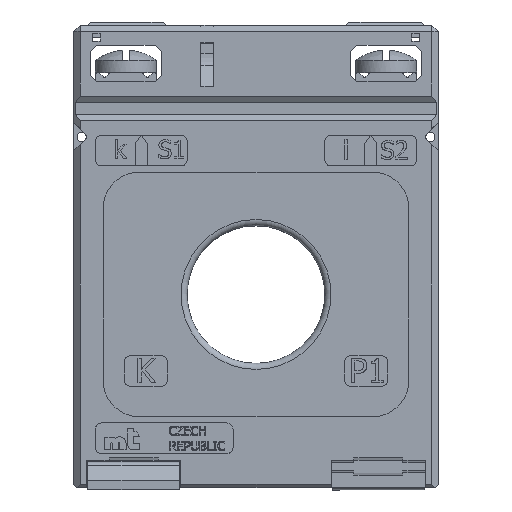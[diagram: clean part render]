
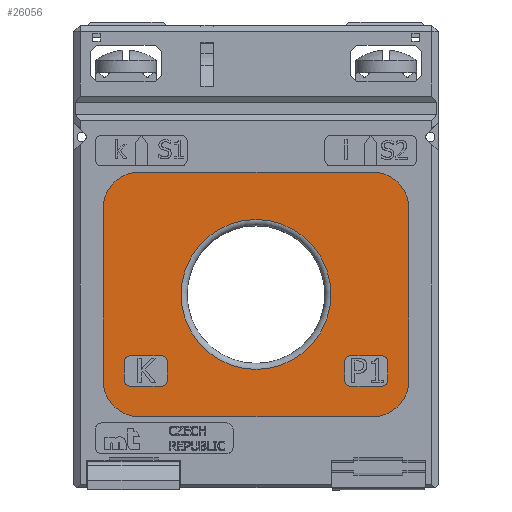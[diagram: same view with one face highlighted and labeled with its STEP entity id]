
A CAD part, top view. The second image highlights one B-rep face of the part: STEP entity #26056.
In plain terms, the highlighted face is planar.
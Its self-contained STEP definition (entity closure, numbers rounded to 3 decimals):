
#1533=FACE_BOUND('',#9813,.T.);
#1534=FACE_BOUND('',#9814,.T.);
#1535=FACE_BOUND('',#9815,.T.);
#1648=LINE('',#34539,#4561);
#1649=LINE('',#34543,#4562);
#1650=LINE('',#34547,#4563);
#1651=LINE('',#34551,#4564);
#1652=LINE('',#34557,#4565);
#1653=LINE('',#34561,#4566);
#1654=LINE('',#34565,#4567);
#1655=LINE('',#34568,#4568);
#1656=LINE('',#34571,#4569);
#1657=LINE('',#34575,#4570);
#1658=LINE('',#34579,#4571);
#1659=LINE('',#34583,#4572);
#4561=VECTOR('',#29007,10.);
#4562=VECTOR('',#29010,10.);
#4563=VECTOR('',#29013,10.);
#4564=VECTOR('',#29016,10.);
#4565=VECTOR('',#29021,10.);
#4566=VECTOR('',#29024,10.);
#4567=VECTOR('',#29027,10.);
#4568=VECTOR('',#29030,10.);
#4569=VECTOR('',#29031,10.);
#4570=VECTOR('',#29034,10.);
#4571=VECTOR('',#29037,10.);
#4572=VECTOR('',#29040,10.);
#7474=PLANE('',#27688);
#8393=FACE_OUTER_BOUND('',#9812,.T.);
#9812=EDGE_LOOP('',(#18163,#18164,#18165,#18166,#18167,#18168,#18169,#18170));
#9813=EDGE_LOOP('',(#18171,#18172,#18173,#18174,#18175,#18176,#18177,#18178));
#9814=EDGE_LOOP('',(#18179,#18180,#18181,#18182,#18183,#18184,#18185,#18186));
#9815=EDGE_LOOP('',(#18187));
#11347=CIRCLE('',#27687,12.25);
#11348=CIRCLE('',#27689,6.);
#11349=CIRCLE('',#27690,6.);
#11350=CIRCLE('',#27691,6.);
#11351=CIRCLE('',#27692,6.);
#11352=CIRCLE('',#27693,1.);
#11353=CIRCLE('',#27694,1.);
#11354=CIRCLE('',#27695,1.);
#11355=CIRCLE('',#27696,1.);
#11356=CIRCLE('',#27697,1.);
#11357=CIRCLE('',#27698,1.);
#11358=CIRCLE('',#27699,1.);
#11359=CIRCLE('',#27700,1.);
#11600=VERTEX_POINT('',#34533);
#11601=VERTEX_POINT('',#34537);
#11602=VERTEX_POINT('',#34538);
#11603=VERTEX_POINT('',#34540);
#11604=VERTEX_POINT('',#34542);
#11605=VERTEX_POINT('',#34544);
#11606=VERTEX_POINT('',#34546);
#11607=VERTEX_POINT('',#34548);
#11608=VERTEX_POINT('',#34550);
#11609=VERTEX_POINT('',#34553);
#11610=VERTEX_POINT('',#34554);
#11611=VERTEX_POINT('',#34556);
#11612=VERTEX_POINT('',#34558);
#11613=VERTEX_POINT('',#34560);
#11614=VERTEX_POINT('',#34562);
#11615=VERTEX_POINT('',#34564);
#11616=VERTEX_POINT('',#34566);
#11617=VERTEX_POINT('',#34569);
#11618=VERTEX_POINT('',#34570);
#11619=VERTEX_POINT('',#34572);
#11620=VERTEX_POINT('',#34574);
#11621=VERTEX_POINT('',#34576);
#11622=VERTEX_POINT('',#34578);
#11623=VERTEX_POINT('',#34580);
#11624=VERTEX_POINT('',#34582);
#14214=EDGE_CURVE('',#11600,#11600,#11347,.T.);
#14215=EDGE_CURVE('',#11601,#11602,#1648,.T.);
#14216=EDGE_CURVE('',#11603,#11601,#11348,.T.);
#14217=EDGE_CURVE('',#11604,#11603,#1649,.T.);
#14218=EDGE_CURVE('',#11605,#11604,#11349,.T.);
#14219=EDGE_CURVE('',#11606,#11605,#1650,.T.);
#14220=EDGE_CURVE('',#11607,#11606,#11350,.T.);
#14221=EDGE_CURVE('',#11608,#11607,#1651,.T.);
#14222=EDGE_CURVE('',#11602,#11608,#11351,.T.);
#14223=EDGE_CURVE('',#11609,#11610,#11352,.T.);
#14224=EDGE_CURVE('',#11610,#11611,#1652,.T.);
#14225=EDGE_CURVE('',#11611,#11612,#11353,.T.);
#14226=EDGE_CURVE('',#11612,#11613,#1653,.T.);
#14227=EDGE_CURVE('',#11613,#11614,#11354,.T.);
#14228=EDGE_CURVE('',#11614,#11615,#1654,.T.);
#14229=EDGE_CURVE('',#11615,#11616,#11355,.T.);
#14230=EDGE_CURVE('',#11616,#11609,#1655,.T.);
#14231=EDGE_CURVE('',#11617,#11618,#1656,.T.);
#14232=EDGE_CURVE('',#11618,#11619,#11356,.T.);
#14233=EDGE_CURVE('',#11619,#11620,#1657,.T.);
#14234=EDGE_CURVE('',#11620,#11621,#11357,.T.);
#14235=EDGE_CURVE('',#11621,#11622,#1658,.T.);
#14236=EDGE_CURVE('',#11622,#11623,#11358,.T.);
#14237=EDGE_CURVE('',#11623,#11624,#1659,.T.);
#14238=EDGE_CURVE('',#11624,#11617,#11359,.T.);
#18163=ORIENTED_EDGE('',*,*,#14215,.F.);
#18164=ORIENTED_EDGE('',*,*,#14216,.F.);
#18165=ORIENTED_EDGE('',*,*,#14217,.F.);
#18166=ORIENTED_EDGE('',*,*,#14218,.F.);
#18167=ORIENTED_EDGE('',*,*,#14219,.F.);
#18168=ORIENTED_EDGE('',*,*,#14220,.F.);
#18169=ORIENTED_EDGE('',*,*,#14221,.F.);
#18170=ORIENTED_EDGE('',*,*,#14222,.F.);
#18171=ORIENTED_EDGE('',*,*,#14223,.T.);
#18172=ORIENTED_EDGE('',*,*,#14224,.T.);
#18173=ORIENTED_EDGE('',*,*,#14225,.T.);
#18174=ORIENTED_EDGE('',*,*,#14226,.T.);
#18175=ORIENTED_EDGE('',*,*,#14227,.T.);
#18176=ORIENTED_EDGE('',*,*,#14228,.T.);
#18177=ORIENTED_EDGE('',*,*,#14229,.T.);
#18178=ORIENTED_EDGE('',*,*,#14230,.T.);
#18179=ORIENTED_EDGE('',*,*,#14231,.T.);
#18180=ORIENTED_EDGE('',*,*,#14232,.T.);
#18181=ORIENTED_EDGE('',*,*,#14233,.T.);
#18182=ORIENTED_EDGE('',*,*,#14234,.T.);
#18183=ORIENTED_EDGE('',*,*,#14235,.T.);
#18184=ORIENTED_EDGE('',*,*,#14236,.T.);
#18185=ORIENTED_EDGE('',*,*,#14237,.T.);
#18186=ORIENTED_EDGE('',*,*,#14238,.T.);
#18187=ORIENTED_EDGE('',*,*,#14214,.F.);
#26056=ADVANCED_FACE('',(#8393,#1533,#1534,#1535),#7474,.T.);
#27687=AXIS2_PLACEMENT_3D('',#34535,#29003,#29004);
#27688=AXIS2_PLACEMENT_3D('',#34536,#29005,#29006);
#27689=AXIS2_PLACEMENT_3D('',#34541,#29008,#29009);
#27690=AXIS2_PLACEMENT_3D('',#34545,#29011,#29012);
#27691=AXIS2_PLACEMENT_3D('',#34549,#29014,#29015);
#27692=AXIS2_PLACEMENT_3D('',#34552,#29017,#29018);
#27693=AXIS2_PLACEMENT_3D('',#34555,#29019,#29020);
#27694=AXIS2_PLACEMENT_3D('',#34559,#29022,#29023);
#27695=AXIS2_PLACEMENT_3D('',#34563,#29025,#29026);
#27696=AXIS2_PLACEMENT_3D('',#34567,#29028,#29029);
#27697=AXIS2_PLACEMENT_3D('',#34573,#29032,#29033);
#27698=AXIS2_PLACEMENT_3D('',#34577,#29035,#29036);
#27699=AXIS2_PLACEMENT_3D('',#34581,#29038,#29039);
#27700=AXIS2_PLACEMENT_3D('',#34584,#29041,#29042);
#29003=DIRECTION('center_axis',(0.,0.,-1.));
#29004=DIRECTION('ref_axis',(-1.,0.,0.));
#29005=DIRECTION('center_axis',(0.,0.,-1.));
#29006=DIRECTION('ref_axis',(-1.,0.,0.));
#29007=DIRECTION('',(1.,0.,0.));
#29008=DIRECTION('center_axis',(0.,0.,1.));
#29009=DIRECTION('ref_axis',(0.,-1.,0.));
#29010=DIRECTION('',(0.,-1.,0.));
#29011=DIRECTION('center_axis',(0.,0.,1.));
#29012=DIRECTION('ref_axis',(-1.,0.,0.));
#29013=DIRECTION('',(-1.,0.,0.));
#29014=DIRECTION('center_axis',(0.,0.,1.));
#29015=DIRECTION('ref_axis',(0.,1.,0.));
#29016=DIRECTION('',(0.,1.,0.));
#29017=DIRECTION('center_axis',(0.,0.,1.));
#29018=DIRECTION('ref_axis',(1.,0.,0.));
#29019=DIRECTION('center_axis',(0.,0.,1.));
#29020=DIRECTION('ref_axis',(-1.,0.,0.));
#29021=DIRECTION('',(0.,-1.,0.));
#29022=DIRECTION('center_axis',(0.,0.,1.));
#29023=DIRECTION('ref_axis',(0.,-1.,0.));
#29024=DIRECTION('',(1.,0.,0.));
#29025=DIRECTION('center_axis',(0.,0.,1.));
#29026=DIRECTION('ref_axis',(1.,0.,0.));
#29027=DIRECTION('',(0.,1.,0.));
#29028=DIRECTION('center_axis',(0.,0.,1.));
#29029=DIRECTION('ref_axis',(0.,1.,0.));
#29030=DIRECTION('',(-1.,0.,0.));
#29031=DIRECTION('',(0.,-1.,0.));
#29032=DIRECTION('center_axis',(0.,0.,1.));
#29033=DIRECTION('ref_axis',(0.,-1.,0.));
#29034=DIRECTION('',(1.,0.,0.));
#29035=DIRECTION('center_axis',(0.,0.,1.));
#29036=DIRECTION('ref_axis',(1.,0.,0.));
#29037=DIRECTION('',(0.,1.,0.));
#29038=DIRECTION('center_axis',(0.,0.,1.));
#29039=DIRECTION('ref_axis',(0.,1.,0.));
#29040=DIRECTION('',(-1.,0.,0.));
#29041=DIRECTION('center_axis',(0.,0.,1.));
#29042=DIRECTION('ref_axis',(-1.,0.,0.));
#34533=CARTESIAN_POINT('',(12.25,31.5,0.1));
#34535=CARTESIAN_POINT('Origin',(0.,31.5,0.1));
#34536=CARTESIAN_POINT('Origin',(0.,31.5,0.1));
#34537=CARTESIAN_POINT('',(-19.,11.5,0.1));
#34538=CARTESIAN_POINT('',(19.,11.5,0.1));
#34539=CARTESIAN_POINT('',(19.,11.5,0.1));
#34540=CARTESIAN_POINT('',(-25.,17.5,0.1));
#34541=CARTESIAN_POINT('Origin',(-19.,17.5,0.1));
#34542=CARTESIAN_POINT('',(-25.,45.5,0.1));
#34543=CARTESIAN_POINT('',(-25.,17.5,0.1));
#34544=CARTESIAN_POINT('',(-19.,51.5,0.1));
#34545=CARTESIAN_POINT('Origin',(-19.,45.5,0.1));
#34546=CARTESIAN_POINT('',(19.,51.5,0.1));
#34547=CARTESIAN_POINT('',(-19.,51.5,0.1));
#34548=CARTESIAN_POINT('',(25.,45.5,0.1));
#34549=CARTESIAN_POINT('Origin',(19.,45.5,0.1));
#34550=CARTESIAN_POINT('',(25.,17.5,0.1));
#34551=CARTESIAN_POINT('',(25.,45.5,0.1));
#34552=CARTESIAN_POINT('Origin',(19.,17.5,0.1));
#34553=CARTESIAN_POINT('',(-20.5,21.5,0.1));
#34554=CARTESIAN_POINT('',(-21.5,20.5,0.1));
#34555=CARTESIAN_POINT('Origin',(-20.5,20.5,0.1));
#34556=CARTESIAN_POINT('',(-21.5,17.5,0.1));
#34557=CARTESIAN_POINT('',(-21.5,26.,0.1));
#34558=CARTESIAN_POINT('',(-20.5,16.5,0.1));
#34559=CARTESIAN_POINT('Origin',(-20.5,17.5,0.1));
#34560=CARTESIAN_POINT('',(-15.5,16.5,0.1));
#34561=CARTESIAN_POINT('',(-10.25,16.5,0.1));
#34562=CARTESIAN_POINT('',(-14.5,17.5,0.1));
#34563=CARTESIAN_POINT('Origin',(-15.5,17.5,0.1));
#34564=CARTESIAN_POINT('',(-14.5,20.5,0.1));
#34565=CARTESIAN_POINT('',(-14.5,24.5,0.1));
#34566=CARTESIAN_POINT('',(-15.5,21.5,0.1));
#34567=CARTESIAN_POINT('Origin',(-15.5,20.5,0.1));
#34568=CARTESIAN_POINT('',(-7.75,21.5,0.1));
#34569=CARTESIAN_POINT('',(14.5,20.5,0.1));
#34570=CARTESIAN_POINT('',(14.5,17.5,0.1));
#34571=CARTESIAN_POINT('',(14.5,26.,0.1));
#34572=CARTESIAN_POINT('',(15.5,16.5,0.1));
#34573=CARTESIAN_POINT('Origin',(15.5,17.5,0.1));
#34574=CARTESIAN_POINT('',(20.5,16.5,0.1));
#34575=CARTESIAN_POINT('',(7.75,16.5,0.1));
#34576=CARTESIAN_POINT('',(21.5,17.5,0.1));
#34577=CARTESIAN_POINT('Origin',(20.5,17.5,0.1));
#34578=CARTESIAN_POINT('',(21.5,20.5,0.1));
#34579=CARTESIAN_POINT('',(21.5,24.5,0.1));
#34580=CARTESIAN_POINT('',(20.5,21.5,0.1));
#34581=CARTESIAN_POINT('Origin',(20.5,20.5,0.1));
#34582=CARTESIAN_POINT('',(15.5,21.5,0.1));
#34583=CARTESIAN_POINT('',(10.25,21.5,0.1));
#34584=CARTESIAN_POINT('Origin',(15.5,20.5,0.1));
